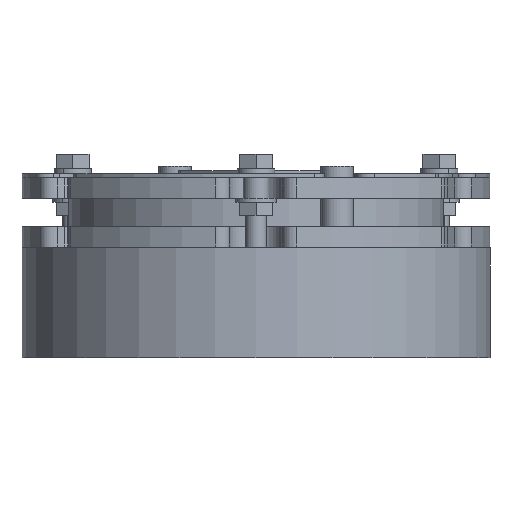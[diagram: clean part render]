
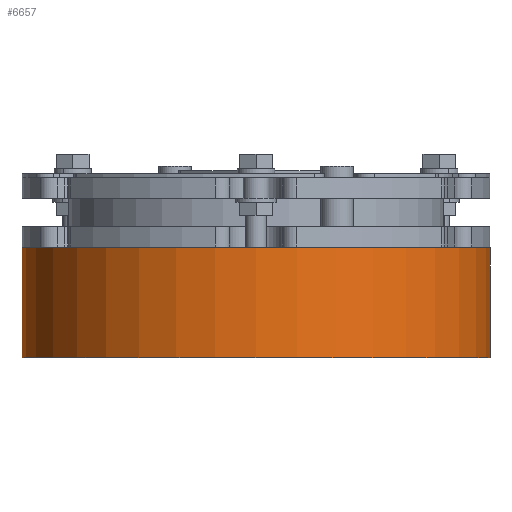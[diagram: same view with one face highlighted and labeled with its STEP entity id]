
A CAD part, front view. The second image highlights one B-rep face of the part: STEP entity #6657.
In plain terms, the highlighted cylindrical face has radius 57.5 mm (diameter 115 mm), a partial arc.
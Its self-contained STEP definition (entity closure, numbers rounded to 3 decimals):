
#429 = DIRECTION ( 'NONE',  ( -1., 0., 0. ) ) ;
#479 = AXIS2_PLACEMENT_3D ( 'NONE', #7633, #5322, #5383 ) ;
#556 = AXIS2_PLACEMENT_3D ( 'NONE', #6234, #892, #3972 ) ;
#892 = DIRECTION ( 'NONE',  ( 0., 0., -1. ) ) ;
#907 = CARTESIAN_POINT ( 'NONE',  ( -57.5, 0., 27. ) ) ;
#1431 = EDGE_CURVE ( 'NONE', #5641, #8768, #6925, .T. ) ;
#1589 = CARTESIAN_POINT ( 'NONE',  ( 57.5, 0., 0. ) ) ;
#1924 = ORIENTED_EDGE ( 'NONE', *, *, #4424, .F. ) ;
#3107 = CIRCLE ( 'NONE', #479, 57.5 ) ;
#3218 = EDGE_CURVE ( 'NONE', #4920, #8768, #3799, .T. ) ;
#3239 = VERTEX_POINT ( 'NONE', #8705 ) ;
#3799 = LINE ( 'NONE', #9545, #5722 ) ;
#3972 = DIRECTION ( 'NONE',  ( -1., 0., 0. ) ) ;
#4014 = ORIENTED_EDGE ( 'NONE', *, *, #1431, .F. ) ;
#4424 = EDGE_CURVE ( 'NONE', #3239, #5641, #6885, .T. ) ;
#4920 = VERTEX_POINT ( 'NONE', #907 ) ;
#4959 = DIRECTION ( 'NONE',  ( 0., 0., -1. ) ) ;
#5322 = DIRECTION ( 'NONE',  ( 0., 0., -1. ) ) ;
#5383 = DIRECTION ( 'NONE',  ( -1., 0., 0. ) ) ;
#5538 = DIRECTION ( 'NONE',  ( 0., 0., -1. ) ) ;
#5539 = EDGE_CURVE ( 'NONE', #3239, #4920, #3107, .T. ) ;
#5641 = VERTEX_POINT ( 'NONE', #6265 ) ;
#5722 = VECTOR ( 'NONE', #4959, 1000. ) ;
#5990 = AXIS2_PLACEMENT_3D ( 'NONE', #9591, #6487, #429 ) ;
#6072 = CARTESIAN_POINT ( 'NONE',  ( -57.5, 0., 0. ) ) ;
#6234 = CARTESIAN_POINT ( 'NONE',  ( 0., 0., 0. ) ) ;
#6265 = CARTESIAN_POINT ( 'NONE',  ( 57.5, 0., 0. ) ) ;
#6487 = DIRECTION ( 'NONE',  ( 0., 0., -1. ) ) ;
#6657 = ADVANCED_FACE ( 'NONE', ( #7990 ), #8824, .T. ) ;
#6885 = LINE ( 'NONE', #1589, #9718 ) ;
#6925 = CIRCLE ( 'NONE', #5990, 57.5 ) ;
#7633 = CARTESIAN_POINT ( 'NONE',  ( 0., 0., 27. ) ) ;
#7638 = EDGE_LOOP ( 'NONE', ( #1924, #9394, #8750, #4014 ) ) ;
#7990 = FACE_OUTER_BOUND ( 'NONE', #7638, .T. ) ;
#8705 = CARTESIAN_POINT ( 'NONE',  ( 57.5, 0., 27. ) ) ;
#8750 = ORIENTED_EDGE ( 'NONE', *, *, #3218, .T. ) ;
#8768 = VERTEX_POINT ( 'NONE', #6072 ) ;
#8824 = CYLINDRICAL_SURFACE ( 'NONE', #556, 57.5 ) ;
#9394 = ORIENTED_EDGE ( 'NONE', *, *, #5539, .T. ) ;
#9545 = CARTESIAN_POINT ( 'NONE',  ( -57.5, 0., 0. ) ) ;
#9591 = CARTESIAN_POINT ( 'NONE',  ( 0., 0., 0. ) ) ;
#9718 = VECTOR ( 'NONE', #5538, 1000. ) ;
